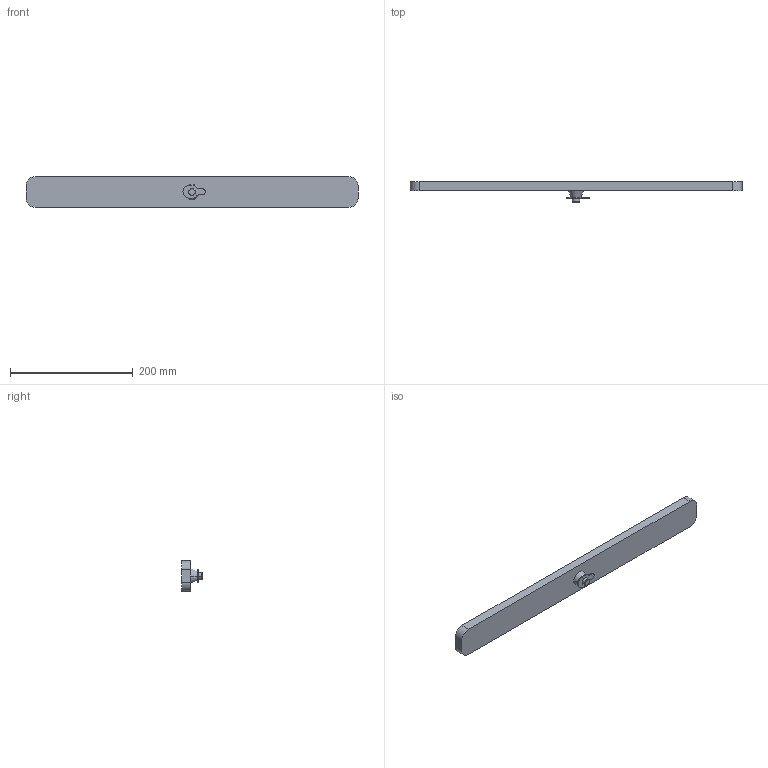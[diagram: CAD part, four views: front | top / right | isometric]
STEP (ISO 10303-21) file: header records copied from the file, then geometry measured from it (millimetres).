
FILE_DESCRIPTION((''),'2;1');
FILE_NAME('ZUSAMMENBAU_ASM','2011-12-14T',('dhelisch'),(''),'PRO/ENGINEER BY PARAMETRIC TECHNOLOGY CORPORATION, 2007250','PRO/ENGINEER BY PARAMETRIC TECHNOLOGY CORPORATION, 2007250','');
FILE_SCHEMA(('CONFIG_CONTROL_DESIGN'));
Length unit declared in the file: millimetre
Products named in the file (3): IPH-F97-V1; ERDUNGSPLATTE; ZUSAMMENBAU_ASM
Assembly tree (2 placements, depth 2):
  ZUSAMMENBAU_ASM
    IPH-F97-V1
    ERDUNGSPLATTE
Bounding box: 540 x 34 x 50 mm (x, y, z)
Volume: 407263.4 mm3; surface area: 72753.4 mm2
Topology: 2 solids, 2 shells, 34 faces, 82 edges, 54 vertices
Faces by surface type: plane 16, cylinder 14, cone 4
Entity records: 1388 total; most frequent: DIRECTION 194, CARTESIAN_POINT 175, ORIENTED_EDGE 164, EDGE_CURVE 82, AXIS2_PLACEMENT_3D 73, COLOUR_RGB 58, VERTEX_POINT 54, PRESENTATION_STYLE_ASSIGNMENT 49
